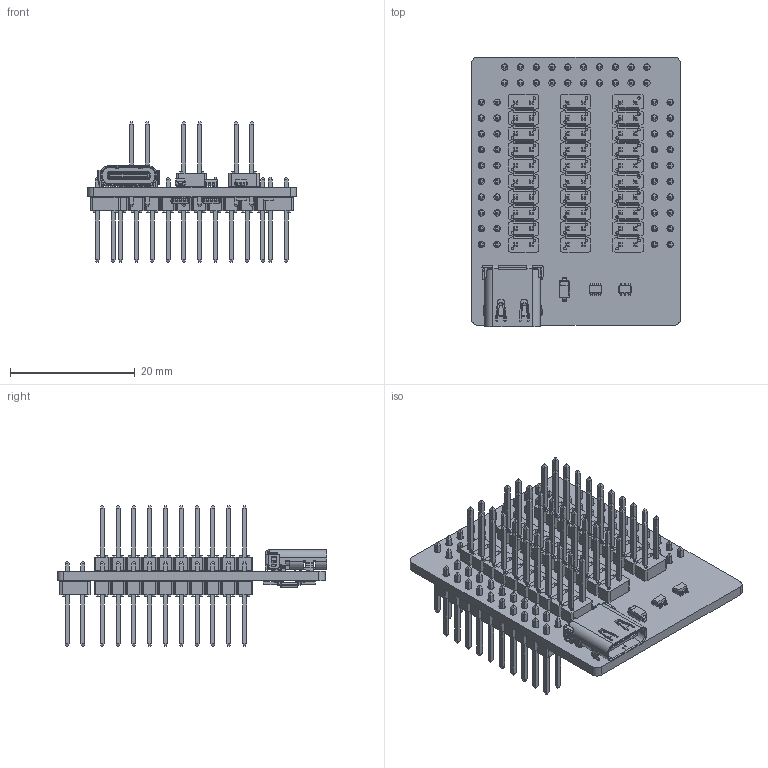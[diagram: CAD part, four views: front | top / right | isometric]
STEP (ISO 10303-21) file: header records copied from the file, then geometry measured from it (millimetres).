
FILE_DESCRIPTION(('KiCad electronic assembly'),'2;1');
FILE_NAME('PSA-Harness.step','2025-05-07T13:27:28',('Pcbnew'),('Kicad'), 'Open CASCADE STEP processor 7.6','KiCad to STEP converter','Unknown' );
FILE_SCHEMA(('AUTOMOTIVE_DESIGN { 1 0 10303 214 1 1 1 1 }'));
Length unit declared in the file: millimetre
Products named in the file (8): PSA-Harness 1; 10129381-920003BLF; D_SOD-123; SOT-363_SC-70-6; TYPE-C-31-M-04; R_1206_3216Metric; MSOP-8_3x3mm_P0.65mm; PSA-Harness_PCB
Assembly tree (17 placements, depth 2):
  PSA-Harness 1
    10129381-920003BLF  x6
    D_SOD-123
    SOT-363_SC-70-6  x2
    TYPE-C-31-M-04
    R_1206_3216Metric  x4
    MSOP-8_3x3mm_P0.65mm  x2
    PSA-Harness_PCB
Bounding box: 33.55 x 43.33 x 22.61 mm (x, y, z)
Volume: 4354.4 mm3; surface area: 10479.4 mm2
Topology: 66 solids, 66 shells, 5663 faces, 13366 edges, 8412 vertices
Faces by surface type: plane 4520, cylinder 963, bspline 158, cone 22
Full cylindrical faces by diameter (mm): 0.4 x12, 0.5 x2, 0.65 x1, 1.02 x120
Entity records: 60648 total; most frequent: CARTESIAN_POINT 11081, ORIENTED_EDGE 10102, DIRECTION 9905, EDGE_CURVE 5051, LINE 3883, VECTOR 3883, VERTEX_POINT 3178, AXIS2_PLACEMENT_3D 3011
